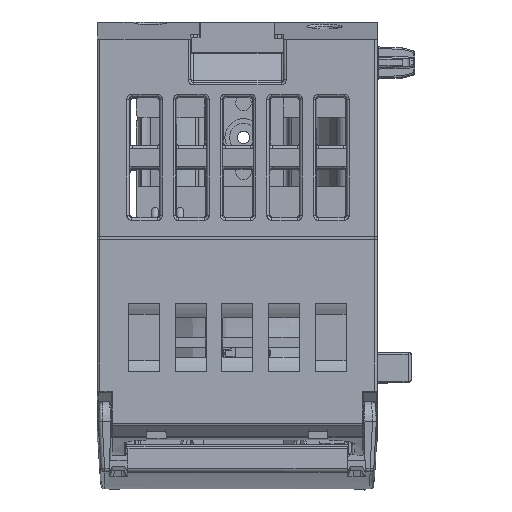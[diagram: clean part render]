
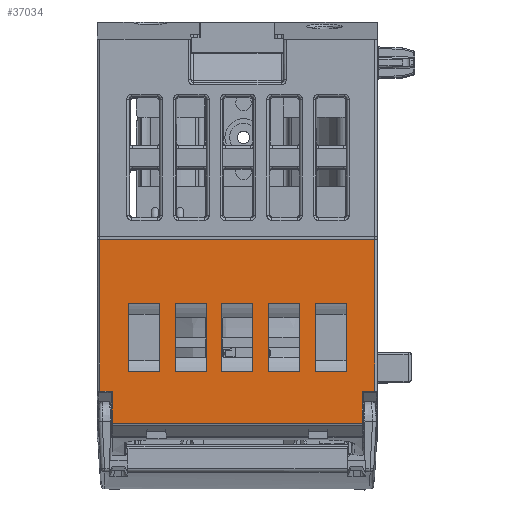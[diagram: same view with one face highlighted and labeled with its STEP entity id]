
A CAD part, top view. The second image highlights one B-rep face of the part: STEP entity #37034.
In plain terms, the highlighted face is planar.
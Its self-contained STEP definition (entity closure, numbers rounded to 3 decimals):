
#31906=PLANE('',#111600);
#32926=FACE_BOUND('',#46547,.T.);
#32927=FACE_BOUND('',#46548,.T.);
#32928=FACE_BOUND('',#46549,.T.);
#32929=FACE_BOUND('',#46550,.T.);
#32930=FACE_BOUND('',#46551,.T.);
#32931=FACE_BOUND('',#46552,.T.);
#37034=ADVANCED_FACE('',(#32926,#32927,#32928,#32929,#32930,#32931),#31906,
 .F.);
#46547=EDGE_LOOP('',(#81983,#81984,#81985,#81986,#81987,#81988,#81989,#81990));
#46548=EDGE_LOOP('',(#81991,#81992,#81993,#81994));
#46549=EDGE_LOOP('',(#81995,#81996,#81997,#81998));
#46550=EDGE_LOOP('',(#81999,#82000,#82001,#82002));
#46551=EDGE_LOOP('',(#82003,#82004,#82005,#82006));
#46552=EDGE_LOOP('',(#82007,#82008,#82009,#82010));
#51657=LINE('',#147886,#59179);
#54734=LINE('',#157503,#62256);
#54737=LINE('',#157535,#62259);
#54741=LINE('',#157587,#62263);
#54743=LINE('',#157593,#62265);
#55010=LINE('',#159697,#62532);
#55011=LINE('',#159699,#62533);
#55283=LINE('',#160494,#62805);
#55300=LINE('',#160539,#62822);
#55304=LINE('',#160552,#62826);
#55308=LINE('',#160561,#62830);
#55309=LINE('',#160563,#62831);
#55315=LINE('',#160581,#62837);
#55319=LINE('',#160594,#62841);
#55323=LINE('',#160603,#62845);
#55324=LINE('',#160605,#62846);
#55330=LINE('',#160623,#62852);
#55334=LINE('',#160636,#62856);
#55338=LINE('',#160645,#62860);
#55339=LINE('',#160647,#62861);
#55343=LINE('',#160662,#62865);
#55384=LINE('',#160814,#62906);
#55421=LINE('',#161155,#62943);
#55422=LINE('',#161157,#62944);
#55423=LINE('',#161159,#62945);
#55424=LINE('',#161160,#62946);
#55425=LINE('',#161162,#62947);
#55426=LINE('',#161164,#62948);
#59179=VECTOR('',#119191,1.);
#62256=VECTOR('',#125926,1.);
#62259=VECTOR('',#125937,1.);
#62263=VECTOR('',#125965,1.);
#62265=VECTOR('',#125971,1.);
#62532=VECTOR('',#127024,1.);
#62533=VECTOR('',#127027,1.);
#62805=VECTOR('',#127769,1.);
#62822=VECTOR('',#127810,1.);
#62826=VECTOR('',#127820,1.);
#62830=VECTOR('',#127830,1.);
#62831=VECTOR('',#127833,1.);
#62837=VECTOR('',#127851,1.);
#62841=VECTOR('',#127861,1.);
#62845=VECTOR('',#127871,1.);
#62846=VECTOR('',#127874,1.);
#62852=VECTOR('',#127892,1.);
#62856=VECTOR('',#127902,1.);
#62860=VECTOR('',#127912,1.);
#62861=VECTOR('',#127915,1.);
#62865=VECTOR('',#127933,1.);
#62906=VECTOR('',#128056,1.);
#62943=VECTOR('',#128217,1.);
#62944=VECTOR('',#128218,1.);
#62945=VECTOR('',#128219,1.);
#62946=VECTOR('',#128220,1.);
#62947=VECTOR('',#128221,1.);
#62948=VECTOR('',#128222,1.);
#81983=ORIENTED_EDGE('',*,*,#102721,.T.);
#81984=ORIENTED_EDGE('',*,*,#102100,.T.);
#81985=ORIENTED_EDGE('',*,*,#102103,.T.);
#81986=ORIENTED_EDGE('',*,*,#103228,.T.);
#81987=ORIENTED_EDGE('',*,*,#102075,.T.);
#81988=ORIENTED_EDGE('',*,*,#102084,.T.);
#81989=ORIENTED_EDGE('',*,*,#102722,.T.);
#81990=ORIENTED_EDGE('',*,*,#98141,.T.);
#81991=ORIENTED_EDGE('',*,*,#103321,.T.);
#81992=ORIENTED_EDGE('',*,*,#103322,.T.);
#81993=ORIENTED_EDGE('',*,*,#103323,.F.);
#81994=ORIENTED_EDGE('',*,*,#103165,.F.);
#81995=ORIENTED_EDGE('',*,*,#103157,.T.);
#81996=ORIENTED_EDGE('',*,*,#103145,.T.);
#81997=ORIENTED_EDGE('',*,*,#103156,.F.);
#81998=ORIENTED_EDGE('',*,*,#103151,.F.);
#81999=ORIENTED_EDGE('',*,*,#103136,.T.);
#82000=ORIENTED_EDGE('',*,*,#103124,.T.);
#82001=ORIENTED_EDGE('',*,*,#103135,.F.);
#82002=ORIENTED_EDGE('',*,*,#103130,.F.);
#82003=ORIENTED_EDGE('',*,*,#103115,.T.);
#82004=ORIENTED_EDGE('',*,*,#103103,.T.);
#82005=ORIENTED_EDGE('',*,*,#103114,.F.);
#82006=ORIENTED_EDGE('',*,*,#103109,.F.);
#82007=ORIENTED_EDGE('',*,*,#103324,.T.);
#82008=ORIENTED_EDGE('',*,*,#103325,.T.);
#82009=ORIENTED_EDGE('',*,*,#103326,.F.);
#82010=ORIENTED_EDGE('',*,*,#103081,.F.);
#89433=VERTEX_POINT('',#147885);
#89434=VERTEX_POINT('',#147887);
#92003=VERTEX_POINT('',#157470);
#92008=VERTEX_POINT('',#157501);
#92014=VERTEX_POINT('',#157534);
#92020=VERTEX_POINT('',#157574);
#92022=VERTEX_POINT('',#157586);
#92024=VERTEX_POINT('',#157592);
#92590=VERTEX_POINT('',#160491);
#92591=VERTEX_POINT('',#160493);
#92607=VERTEX_POINT('',#160538);
#92608=VERTEX_POINT('',#160540);
#92613=VERTEX_POINT('',#160551);
#92614=VERTEX_POINT('',#160553);
#92621=VERTEX_POINT('',#160580);
#92622=VERTEX_POINT('',#160582);
#92627=VERTEX_POINT('',#160593);
#92628=VERTEX_POINT('',#160595);
#92635=VERTEX_POINT('',#160622);
#92636=VERTEX_POINT('',#160624);
#92641=VERTEX_POINT('',#160635);
#92642=VERTEX_POINT('',#160637);
#92646=VERTEX_POINT('',#160659);
#92647=VERTEX_POINT('',#160661);
#92723=VERTEX_POINT('',#161156);
#92724=VERTEX_POINT('',#161158);
#92725=VERTEX_POINT('',#161161);
#92726=VERTEX_POINT('',#161163);
#98141=EDGE_CURVE('',#89434,#89433,#51657,.T.);
#102075=EDGE_CURVE('',#92003,#92008,#54734,.T.);
#102084=EDGE_CURVE('',#92008,#92014,#54737,.T.);
#102100=EDGE_CURVE('',#92020,#92022,#54741,.T.);
#102103=EDGE_CURVE('',#92022,#92024,#54743,.T.);
#102721=EDGE_CURVE('',#89433,#92020,#55010,.T.);
#102722=EDGE_CURVE('',#92014,#89434,#55011,.T.);
#103081=EDGE_CURVE('',#92591,#92590,#55283,.T.);
#103103=EDGE_CURVE('',#92608,#92607,#55300,.T.);
#103109=EDGE_CURVE('',#92613,#92614,#55304,.T.);
#103114=EDGE_CURVE('',#92614,#92607,#55308,.T.);
#103115=EDGE_CURVE('',#92613,#92608,#55309,.T.);
#103124=EDGE_CURVE('',#92622,#92621,#55315,.T.);
#103130=EDGE_CURVE('',#92627,#92628,#55319,.T.);
#103135=EDGE_CURVE('',#92628,#92621,#55323,.T.);
#103136=EDGE_CURVE('',#92627,#92622,#55324,.T.);
#103145=EDGE_CURVE('',#92636,#92635,#55330,.T.);
#103151=EDGE_CURVE('',#92641,#92642,#55334,.T.);
#103156=EDGE_CURVE('',#92642,#92635,#55338,.T.);
#103157=EDGE_CURVE('',#92641,#92636,#55339,.T.);
#103165=EDGE_CURVE('',#92647,#92646,#55343,.T.);
#103228=EDGE_CURVE('',#92024,#92003,#55384,.T.);
#103321=EDGE_CURVE('',#92647,#92723,#55421,.T.);
#103322=EDGE_CURVE('',#92723,#92724,#55422,.T.);
#103323=EDGE_CURVE('',#92646,#92724,#55423,.T.);
#103324=EDGE_CURVE('',#92591,#92725,#55424,.T.);
#103325=EDGE_CURVE('',#92725,#92726,#55425,.T.);
#103326=EDGE_CURVE('',#92590,#92726,#55426,.T.);
#111600=AXIS2_PLACEMENT_3D('',#161165,#128223,#128224);
#119191=DIRECTION('',(-1.,0.,0.));
#125926=DIRECTION('',(0.,0.,-1.));
#125937=DIRECTION('',(0.999,0.,-0.037));
#125965=DIRECTION('',(0.999,0.,0.037));
#125971=DIRECTION('',(0.,0.,1.));
#127024=DIRECTION('',(0.,0.,1.));
#127027=DIRECTION('',(0.,0.,-1.));
#127769=DIRECTION('',(0.,0.,-1.));
#127810=DIRECTION('',(0.,0.,-1.));
#127820=DIRECTION('',(0.,0.,-1.));
#127830=DIRECTION('',(-1.,0.,0.));
#127833=DIRECTION('',(-1.,0.,0.));
#127851=DIRECTION('',(0.,0.,-1.));
#127861=DIRECTION('',(0.,0.,-1.));
#127871=DIRECTION('',(-1.,0.,0.));
#127874=DIRECTION('',(-1.,0.,0.));
#127892=DIRECTION('',(0.,0.,-1.));
#127902=DIRECTION('',(0.,0.,-1.));
#127912=DIRECTION('',(-1.,0.,0.));
#127915=DIRECTION('',(-1.,0.,0.));
#127933=DIRECTION('',(0.,0.,-1.));
#128056=DIRECTION('',(1.,0.,0.));
#128217=DIRECTION('',(-1.,0.,0.));
#128218=DIRECTION('',(0.,0.,-1.));
#128219=DIRECTION('',(-1.,0.,0.));
#128220=DIRECTION('',(-1.,0.,0.));
#128221=DIRECTION('',(0.,0.,-1.));
#128222=DIRECTION('',(-1.,0.,0.));
#128223=DIRECTION('',(0.,-1.,0.));
#128224=DIRECTION('',(0.,0.,-1.));
#147885=CARTESIAN_POINT('',(-22.1,50.,35.));
#147886=CARTESIAN_POINT('',(22.5,50.,35.));
#147887=CARTESIAN_POINT('',(22.1,50.,35.));
#157470=CARTESIAN_POINT('',(20.1,50.,64.508));
#157501=CARTESIAN_POINT('',(20.1,50.,59.382));
#157503=CARTESIAN_POINT('',(20.1,50.,35.));
#157534=CARTESIAN_POINT('',(22.1,50.,59.308));
#157535=CARTESIAN_POINT('',(23.402,50.,59.259));
#157574=CARTESIAN_POINT('',(-22.1,50.,59.308));
#157586=CARTESIAN_POINT('',(-20.1,50.,59.382));
#157587=CARTESIAN_POINT('',(21.536,50.,60.929));
#157592=CARTESIAN_POINT('',(-20.1,50.,64.508));
#157593=CARTESIAN_POINT('',(-20.1,50.,64.508));
#159697=CARTESIAN_POINT('',(-22.1,50.,35.));
#159699=CARTESIAN_POINT('',(22.1,50.,35.));
#160491=CARTESIAN_POINT('',(17.5,50.,45.2));
#160493=CARTESIAN_POINT('',(17.5,50.,56.2));
#160494=CARTESIAN_POINT('',(17.5,50.,49.754));
#160538=CARTESIAN_POINT('',(5.,50.,45.2));
#160539=CARTESIAN_POINT('',(5.,50.,49.754));
#160540=CARTESIAN_POINT('',(5.,50.,56.2));
#160551=CARTESIAN_POINT('',(10.,50.,56.2));
#160552=CARTESIAN_POINT('',(10.,50.,49.754));
#160553=CARTESIAN_POINT('',(10.,50.,45.2));
#160561=CARTESIAN_POINT('',(-12.5,50.,45.2));
#160563=CARTESIAN_POINT('',(-12.5,50.,56.2));
#160580=CARTESIAN_POINT('',(-2.5,50.,45.2));
#160581=CARTESIAN_POINT('',(-2.5,50.,49.754));
#160582=CARTESIAN_POINT('',(-2.5,50.,56.2));
#160593=CARTESIAN_POINT('',(2.5,50.,56.2));
#160594=CARTESIAN_POINT('',(2.5,50.,49.754));
#160595=CARTESIAN_POINT('',(2.5,50.,45.2));
#160603=CARTESIAN_POINT('',(-12.5,50.,45.2));
#160605=CARTESIAN_POINT('',(-12.5,50.,56.2));
#160622=CARTESIAN_POINT('',(-10.,50.,45.2));
#160623=CARTESIAN_POINT('',(-10.,50.,49.754));
#160624=CARTESIAN_POINT('',(-10.,50.,56.2));
#160635=CARTESIAN_POINT('',(-5.,50.,56.2));
#160636=CARTESIAN_POINT('',(-5.,50.,49.754));
#160637=CARTESIAN_POINT('',(-5.,50.,45.2));
#160645=CARTESIAN_POINT('',(-12.5,50.,45.2));
#160647=CARTESIAN_POINT('',(-12.5,50.,56.2));
#160659=CARTESIAN_POINT('',(-12.5,50.,45.2));
#160661=CARTESIAN_POINT('',(-12.5,50.,56.2));
#160662=CARTESIAN_POINT('',(-12.5,50.,49.754));
#160814=CARTESIAN_POINT('',(22.5,50.,64.508));
#161155=CARTESIAN_POINT('',(-12.5,50.,56.2));
#161156=CARTESIAN_POINT('',(-17.5,50.,56.2));
#161157=CARTESIAN_POINT('',(-17.5,50.,49.754));
#161158=CARTESIAN_POINT('',(-17.5,50.,45.2));
#161159=CARTESIAN_POINT('',(-12.5,50.,45.2));
#161160=CARTESIAN_POINT('',(-12.5,50.,56.2));
#161161=CARTESIAN_POINT('',(12.5,50.,56.2));
#161162=CARTESIAN_POINT('',(12.5,50.,49.754));
#161163=CARTESIAN_POINT('',(12.5,50.,45.2));
#161164=CARTESIAN_POINT('',(-12.5,50.,45.2));
#161165=CARTESIAN_POINT('',(22.5,50.,35.));
